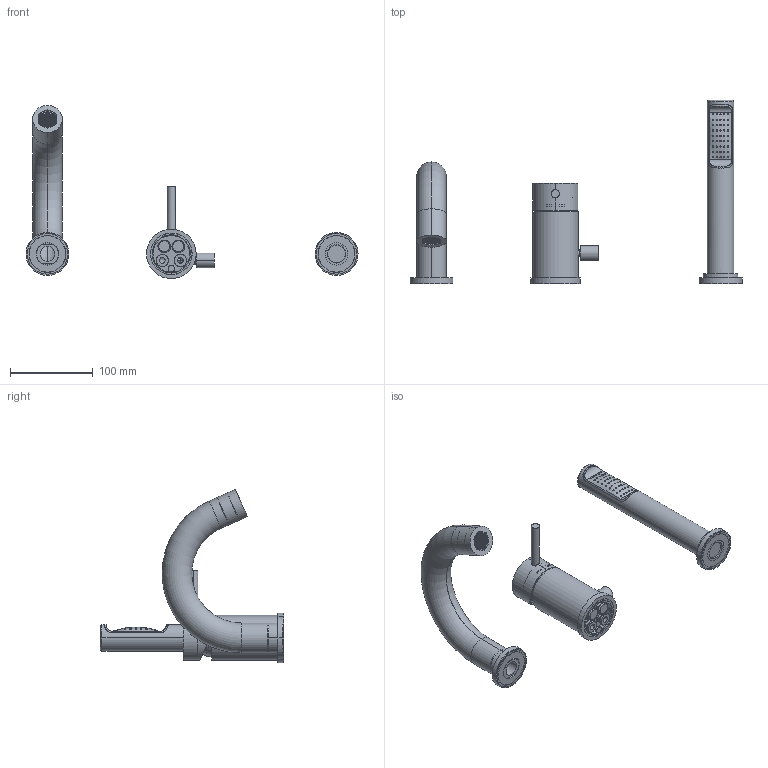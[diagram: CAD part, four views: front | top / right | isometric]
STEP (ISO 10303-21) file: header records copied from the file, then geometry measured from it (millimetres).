
FILE_DESCRIPTION((''),'2;1');
FILE_NAME('BI047CR','2021-11-03T15:33:56',('ut3'),('PAFFONI SpA'),'CREO PARAMETRIC BY PTC INC, 2020044','CREO PARAMETRIC BY PTC INC, 2020044','');
FILE_SCHEMA(('CONFIG_CONTROL_DESIGN','SHAPE_APPEARANCE_LAYERS_GROUPS'));
Length unit declared in the file: millimetre
Products named in the file (1): BI047CR
Bounding box: 402 x 222 x 209.82 mm (x, y, z)
Volume: 365822.8 mm3; surface area: 206523.8 mm2
Topology: 6 solids, 6 shells, 2464 faces, 6790 edges, 4380 vertices
Faces by surface type: plane 1401, cylinder 711, cone 217, torus 77, bspline 56, sphere 2
Entity records: 110374 total; most frequent: CARTESIAN_POINT 33304, ORIENTED_EDGE 13544, DIRECTION 12700, EDGE_CURVE 6772, VERTEX_POINT 4380, VECTOR 4292, LINE 4292, AXIS2_PLACEMENT_3D 4204
